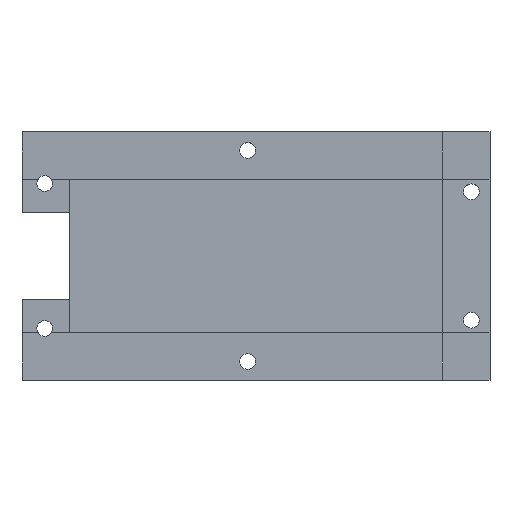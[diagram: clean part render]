
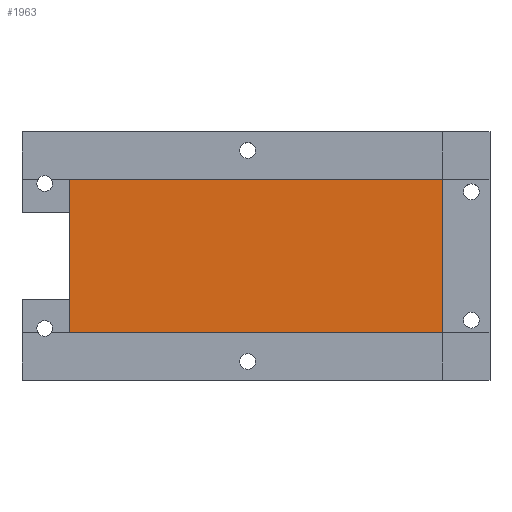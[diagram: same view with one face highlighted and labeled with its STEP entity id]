
A CAD part, top view. The second image highlights one B-rep face of the part: STEP entity #1963.
In plain terms, the highlighted planar face has unit normal (0, 0, 1).
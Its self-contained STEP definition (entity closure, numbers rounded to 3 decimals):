
#1084 = VERTEX_POINT('',#1085);
#1085 = CARTESIAN_POINT('',(-2.5,-1.5,13.));
#1100 = VERTEX_POINT('',#1101);
#1101 = CARTESIAN_POINT('',(-2.5,17.,13.));
#1107 = EDGE_CURVE('',#1084,#1100,#1108,.T.);
#1108 = LINE('',#1109,#1110);
#1109 = CARTESIAN_POINT('',(-2.5,-1.5,13.));
#1110 = VECTOR('',#1111,1.);
#1111 = DIRECTION('',(0.,1.,0.));
#1732 = EDGE_CURVE('',#1100,#1733,#1735,.T.);
#1733 = VERTEX_POINT('',#1734);
#1734 = CARTESIAN_POINT('',(42.5,17.,13.));
#1735 = LINE('',#1736,#1737);
#1736 = CARTESIAN_POINT('',(-2.5,17.,13.));
#1737 = VECTOR('',#1738,1.);
#1738 = DIRECTION('',(1.,0.,0.));
#1945 = EDGE_CURVE('',#1084,#1946,#1948,.T.);
#1946 = VERTEX_POINT('',#1947);
#1947 = CARTESIAN_POINT('',(42.5,-1.5,13.));
#1948 = LINE('',#1949,#1950);
#1949 = CARTESIAN_POINT('',(-2.5,-1.5,13.));
#1950 = VECTOR('',#1951,1.);
#1951 = DIRECTION('',(1.,0.,0.));
#1963 = ADVANCED_FACE('',(#1964),#1975,.T.);
#1964 = FACE_BOUND('',#1965,.T.);
#1965 = EDGE_LOOP('',(#1966,#1967,#1968,#1974));
#1966 = ORIENTED_EDGE('',*,*,#1107,.F.);
#1967 = ORIENTED_EDGE('',*,*,#1945,.T.);
#1968 = ORIENTED_EDGE('',*,*,#1969,.T.);
#1969 = EDGE_CURVE('',#1946,#1733,#1970,.T.);
#1970 = LINE('',#1971,#1972);
#1971 = CARTESIAN_POINT('',(42.5,-1.5,13.));
#1972 = VECTOR('',#1973,1.);
#1973 = DIRECTION('',(0.,1.,0.));
#1974 = ORIENTED_EDGE('',*,*,#1732,.F.);
#1975 = PLANE('',#1976);
#1976 = AXIS2_PLACEMENT_3D('',#1977,#1978,#1979);
#1977 = CARTESIAN_POINT('',(-2.5,-1.5,13.));
#1978 = DIRECTION('',(0.,0.,1.));
#1979 = DIRECTION('',(1.,0.,0.));
